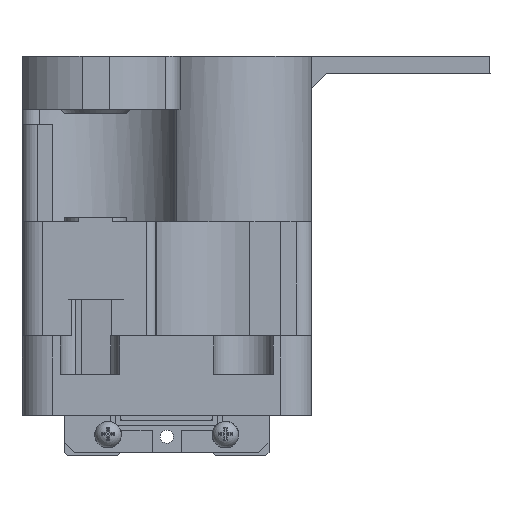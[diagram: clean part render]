
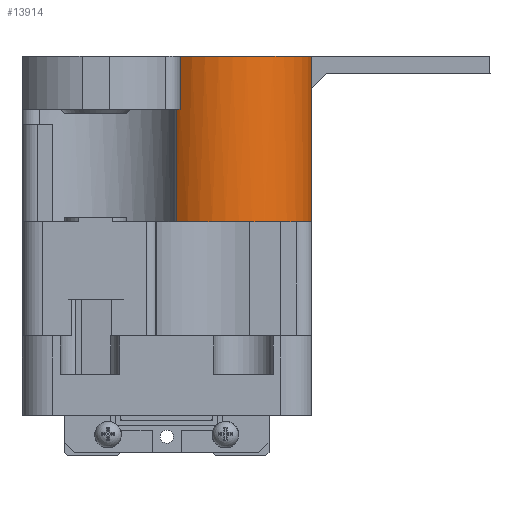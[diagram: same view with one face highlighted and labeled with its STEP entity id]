
A CAD part, left-side view. The second image highlights one B-rep face of the part: STEP entity #13914.
In plain terms, the highlighted cylindrical face has radius 8 mm (diameter 16 mm), a partial arc.
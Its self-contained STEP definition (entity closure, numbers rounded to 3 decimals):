
#139=CYLINDRICAL_SURFACE('',#14834,8.);
#1102=FACE_OUTER_BOUND('',#1887,.T.);
#1887=EDGE_LOOP('',(#9928,#9929,#9930,#9931,#9932,#9933));
#2885=LINE('',#20424,#4395);
#2899=LINE('',#20474,#4409);
#2901=LINE('',#20477,#4411);
#4395=VECTOR('',#16250,10.);
#4409=VECTOR('',#16312,10.);
#4411=VECTOR('',#16316,10.);
#5849=CIRCLE('',#14768,8.);
#5862=CIRCLE('',#14794,8.);
#5867=CIRCLE('',#14800,8.);
#6372=VERTEX_POINT('',#20255);
#6373=VERTEX_POINT('',#20257);
#6406=VERTEX_POINT('',#20345);
#6407=VERTEX_POINT('',#20347);
#6418=VERTEX_POINT('',#20371);
#6419=VERTEX_POINT('',#20373);
#7721=EDGE_CURVE('',#6373,#6372,#5849,.T.);
#7764=EDGE_CURVE('',#6406,#6407,#5862,.T.);
#7777=EDGE_CURVE('',#6418,#6419,#5867,.T.);
#7803=EDGE_CURVE('',#6418,#6407,#2885,.T.);
#7826=EDGE_CURVE('',#6373,#6406,#2899,.T.);
#7828=EDGE_CURVE('',#6419,#6372,#2901,.T.);
#9928=ORIENTED_EDGE('',*,*,#7826,.F.);
#9929=ORIENTED_EDGE('',*,*,#7721,.T.);
#9930=ORIENTED_EDGE('',*,*,#7828,.F.);
#9931=ORIENTED_EDGE('',*,*,#7777,.F.);
#9932=ORIENTED_EDGE('',*,*,#7803,.T.);
#9933=ORIENTED_EDGE('',*,*,#7764,.F.);
#13914=ADVANCED_FACE('',(#1102),#139,.T.);
#14768=AXIS2_PLACEMENT_3D('',#20258,#16106,#16107);
#14794=AXIS2_PLACEMENT_3D('',#20348,#16188,#16189);
#14800=AXIS2_PLACEMENT_3D('',#20374,#16208,#16209);
#14834=AXIS2_PLACEMENT_3D('',#20476,#16314,#16315);
#16106=DIRECTION('center_axis',(0.,0.,
-1.));
#16107=DIRECTION('ref_axis',(1.,0.,0.));
#16188=DIRECTION('center_axis',(0.,0.,
1.));
#16189=DIRECTION('ref_axis',(-0.785,0.62,0.));
#16208=DIRECTION('center_axis',(0.,0.,
-1.));
#16209=DIRECTION('ref_axis',(1.,0.,0.));
#16250=DIRECTION('',(0.,0.,1.));
#16312=DIRECTION('',(0.,0.,1.));
#16314=DIRECTION('center_axis',(0.,0.,
1.));
#16315=DIRECTION('ref_axis',(-0.942,-0.336,0.));
#16316=DIRECTION('',(0.,0.,1.));
#20255=CARTESIAN_POINT('',(-23.939,216.463,29.95));
#20257=CARTESIAN_POINT('',(-24.197,216.153,29.95));
#20258=CARTESIAN_POINT('Origin',(-17.92,211.194,29.95));
#20345=CARTESIAN_POINT('',(-24.197,216.153,35.15));
#20347=CARTESIAN_POINT('',(-19.242,203.304,35.15));
#20348=CARTESIAN_POINT('Origin',(-17.92,211.194,35.15));
#20371=CARTESIAN_POINT('',(-19.242,203.304,18.95));
#20373=CARTESIAN_POINT('',(-23.939,216.463,18.95));
#20374=CARTESIAN_POINT('Origin',(-17.92,211.194,18.95));
#20424=CARTESIAN_POINT('',(-19.242,203.304,18.95));
#20474=CARTESIAN_POINT('',(-24.197,216.153,29.95));
#20476=CARTESIAN_POINT('Origin',(-17.92,211.194,18.95));
#20477=CARTESIAN_POINT('',(-23.939,216.463,18.95));
